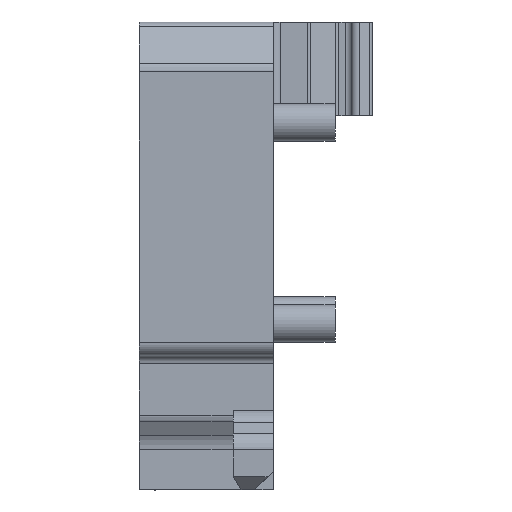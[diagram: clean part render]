
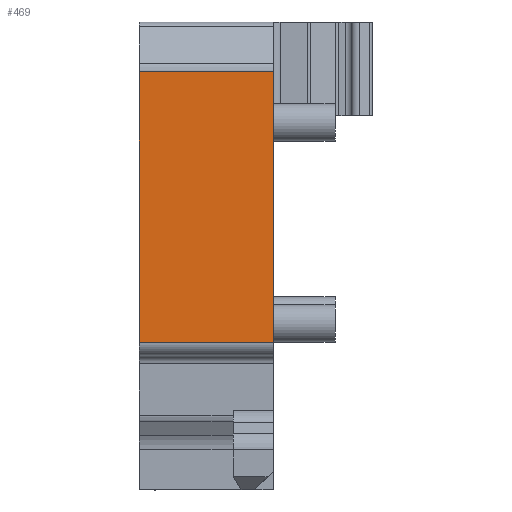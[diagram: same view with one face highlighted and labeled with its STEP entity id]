
A CAD part, front view. The second image highlights one B-rep face of the part: STEP entity #469.
In plain terms, the highlighted planar face has unit normal (0, -1, 0).
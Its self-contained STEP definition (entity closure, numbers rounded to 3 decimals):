
#442=AXIS2_PLACEMENT_3D('Plane Axis2P3D',#439,#440,#441) ;
#417=CARTESIAN_POINT('Vertex',(5.,0.,5.5)) ;
#420=CARTESIAN_POINT('Line Origine',(2.275,0.,5.5)) ;
#424=CARTESIAN_POINT('Vertex',(0.,0.,5.5)) ;
#439=CARTESIAN_POINT('Axis2P3D Location',(-1.,0.,0.)) ;
#444=CARTESIAN_POINT('Line Origine',(5.,0.,10.546)) ;
#448=CARTESIAN_POINT('Vertex',(5.,0.,15.592)) ;
#451=CARTESIAN_POINT('Line Origine',(2.5,0.,15.592)) ;
#455=CARTESIAN_POINT('Vertex',(0.,0.,15.592)) ;
#458=CARTESIAN_POINT('Line Origine',(0.,0.,10.546)) ;
#421=DIRECTION('Vector Direction',(-1.,0.,0.)) ;
#440=DIRECTION('Axis2P3D Direction',(0.,-1.,0.)) ;
#441=DIRECTION('Axis2P3D XDirection',(0.,0.,1.)) ;
#445=DIRECTION('Vector Direction',(0.,0.,1.)) ;
#452=DIRECTION('Vector Direction',(-1.,0.,0.)) ;
#459=DIRECTION('Vector Direction',(0.,0.,1.)) ;
#422=VECTOR('Line Direction',#421,1.) ;
#446=VECTOR('Line Direction',#445,1.) ;
#453=VECTOR('Line Direction',#452,1.) ;
#460=VECTOR('Line Direction',#459,1.) ;
#464=ORIENTED_EDGE('',*,*,#450,.T.) ;
#465=ORIENTED_EDGE('',*,*,#457,.T.) ;
#466=ORIENTED_EDGE('',*,*,#462,.F.) ;
#467=ORIENTED_EDGE('',*,*,#426,.F.) ;
#469=ADVANCED_FACE('3-M21991-14-1\X2\00B1\X0\\X2\00B1\X0\KLTR\X2\00B1\X0\ZVL1.5\X2\00B4\X0\PE\X2\00B1\X0\\X2\00B1\X0\\X2\00B1\X0\\X2\00B1\X0\\X2\00B1\X0\\X2\00B1\X0\\X2\00B1\X0\\X2\00B1\X0\\X2\00B1\X0\\X2\00B1\X0\\X2\00B1\X0\\X2\00B1\X0\\X2\00B1\X0\\X2\00B1\X0\\X2\00B1\X0\\X2\00B1\X0\\X2\00B1\X0\\X2\00B1\X0\\X2\00B1\X0\\X2\00B1\X0\-0000108456.1\\K\X2\00F6\X0\rper.23 ( *SOL1 - wsp *MASTER -  -Non Smart-  )',(#468),#443,.T.) ;
#426=EDGE_CURVE('',#418,#425,#423,.T.) ;
#450=EDGE_CURVE('',#418,#449,#447,.T.) ;
#457=EDGE_CURVE('',#449,#456,#454,.T.) ;
#462=EDGE_CURVE('',#425,#456,#461,.T.) ;
#463=EDGE_LOOP('',(#464,#465,#466,#467)) ;
#468=FACE_OUTER_BOUND('',#463,.T.) ;
#423=LINE('Line',#420,#422) ;
#447=LINE('Line',#444,#446) ;
#454=LINE('Line',#451,#453) ;
#461=LINE('Line',#458,#460) ;
#443=PLANE('',#442) ;
#418=VERTEX_POINT('',#417) ;
#425=VERTEX_POINT('',#424) ;
#449=VERTEX_POINT('',#448) ;
#456=VERTEX_POINT('',#455) ;
